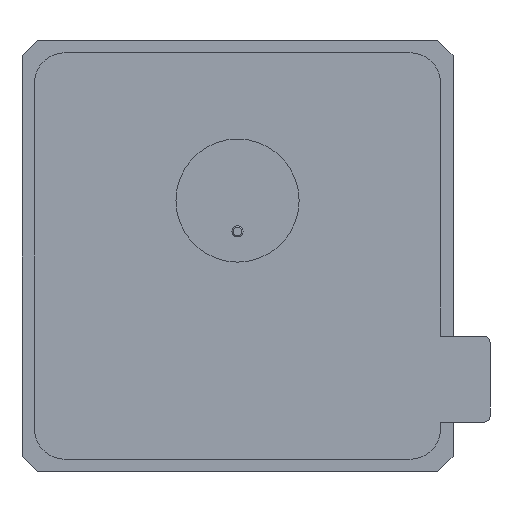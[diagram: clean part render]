
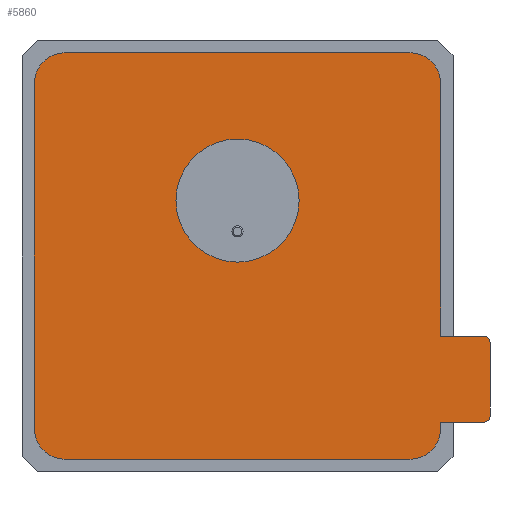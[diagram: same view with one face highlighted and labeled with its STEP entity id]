
A CAD part, front view. The second image highlights one B-rep face of the part: STEP entity #5860.
In plain terms, the highlighted planar face has unit normal (0, -1, 0).
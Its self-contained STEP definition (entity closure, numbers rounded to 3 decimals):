
#20 = ORIENTED_EDGE ( 'NONE', *, *, #17930, .T. ) ;
#258 = CARTESIAN_POINT ( 'NONE',  ( 20., -0.15, -13.5 ) ) ;
#384 = VERTEX_POINT ( 'NONE', #2802 ) ;
#398 = LINE ( 'NONE', #18841, #23924 ) ;
#979 = EDGE_CURVE ( 'NONE', #11505, #8536, #5564, .T. ) ;
#998 = VERTEX_POINT ( 'NONE', #13362 ) ;
#1089 = DIRECTION ( 'NONE',  ( 0., 0., -1. ) ) ;
#1107 = ORIENTED_EDGE ( 'NONE', *, *, #1866, .T. ) ;
#1308 = CARTESIAN_POINT ( 'NONE',  ( -14., -0.15, -16.5 ) ) ;
#1746 = LINE ( 'NONE', #5124, #20981 ) ;
#1866 = EDGE_CURVE ( 'NONE', #23286, #20236, #30487, .T. ) ;
#2174 = CARTESIAN_POINT ( 'NONE',  ( 16.5, -0.15, 14. ) ) ;
#2210 = DIRECTION ( 'NONE',  ( 0., 0., 1. ) ) ;
#2252 = VECTOR ( 'NONE', #4713, 1000. ) ;
#2583 = CARTESIAN_POINT ( 'NONE',  ( 0., -0.15, 4.5 ) ) ;
#2589 = ORIENTED_EDGE ( 'NONE', *, *, #17627, .T. ) ;
#2802 = CARTESIAN_POINT ( 'NONE',  ( 0., -0.15, 9.5 ) ) ;
#3038 = EDGE_CURVE ( 'NONE', #998, #8185, #26623, .T. ) ;
#3347 = DIRECTION ( 'NONE',  ( 0., -1., 0. ) ) ;
#3704 = EDGE_CURVE ( 'NONE', #13331, #27762, #22227, .T. ) ;
#3768 = ORIENTED_EDGE ( 'NONE', *, *, #23981, .T. ) ;
#3780 = DIRECTION ( 'NONE',  ( 0., 0., -1. ) ) ;
#4119 = DIRECTION ( 'NONE',  ( 0., 0., 1. ) ) ;
#4172 = CARTESIAN_POINT ( 'NONE',  ( 14., -0.15, -14. ) ) ;
#4713 = DIRECTION ( 'NONE',  ( 1., 0., 0. ) ) ;
#5124 = CARTESIAN_POINT ( 'NONE',  ( -14., -0.15, 16.5 ) ) ;
#5564 = CIRCLE ( 'NONE', #29219, 0.5 ) ;
#5860 = ADVANCED_FACE ( 'NONE', ( #16579, #23212 ), #8803, .T. ) ;
#5922 = VECTOR ( 'NONE', #14800, 1000. ) ;
#6084 = ORIENTED_EDGE ( 'NONE', *, *, #979, .T. ) ;
#6096 = LINE ( 'NONE', #12518, #19076 ) ;
#6585 = AXIS2_PLACEMENT_3D ( 'NONE', #13318, #3347, #4119 ) ;
#7191 = AXIS2_PLACEMENT_3D ( 'NONE', #21001, #20896, #23287 ) ;
#7386 = EDGE_LOOP ( 'NONE', ( #2589, #12731, #31886, #6084, #31514, #31547, #31793, #11195, #25081, #21601, #3768, #20, #1107, #20408 ) ) ;
#7820 = EDGE_LOOP ( 'NONE', ( #29342, #19286 ) ) ;
#7843 = CARTESIAN_POINT ( 'NONE',  ( 14., -0.15, 16.5 ) ) ;
#7935 = CARTESIAN_POINT ( 'NONE',  ( 20., -0.15, -13. ) ) ;
#8185 = VERTEX_POINT ( 'NONE', #23388 ) ;
#8536 = VERTEX_POINT ( 'NONE', #10227 ) ;
#8803 = PLANE ( 'NONE',  #22540 ) ;
#9969 = EDGE_CURVE ( 'NONE', #384, #27389, #25006, .T. ) ;
#10156 = DIRECTION ( 'NONE',  ( 0., 0., -1. ) ) ;
#10227 = CARTESIAN_POINT ( 'NONE',  ( 20.5, -0.15, -13. ) ) ;
#10317 = DIRECTION ( 'NONE',  ( 0., 0., -1. ) ) ;
#10503 = DIRECTION ( 'NONE',  ( -1., 0., 0. ) ) ;
#10895 = CARTESIAN_POINT ( 'NONE',  ( 16.5, -0.15, -6.5 ) ) ;
#11195 = ORIENTED_EDGE ( 'NONE', *, *, #23901, .T. ) ;
#11505 = VERTEX_POINT ( 'NONE', #258 ) ;
#11626 = CARTESIAN_POINT ( 'NONE',  ( 20.5, -0.15, -7. ) ) ;
#11740 = DIRECTION ( 'NONE',  ( 0., 0., -1. ) ) ;
#11945 = DIRECTION ( 'NONE',  ( 0., -1., 0. ) ) ;
#12254 = EDGE_CURVE ( 'NONE', #8185, #11505, #18779, .T. ) ;
#12278 = AXIS2_PLACEMENT_3D ( 'NONE', #4172, #26351, #19134 ) ;
#12325 = EDGE_CURVE ( 'NONE', #21580, #26780, #26985, .T. ) ;
#12518 = CARTESIAN_POINT ( 'NONE',  ( 20.5, -0.15, -13. ) ) ;
#12731 = ORIENTED_EDGE ( 'NONE', *, *, #3038, .T. ) ;
#13109 = CARTESIAN_POINT ( 'NONE',  ( 20., -0.15, -6.5 ) ) ;
#13252 = CARTESIAN_POINT ( 'NONE',  ( 14., -0.15, 14. ) ) ;
#13263 = AXIS2_PLACEMENT_3D ( 'NONE', #14412, #31992, #29581 ) ;
#13318 = CARTESIAN_POINT ( 'NONE',  ( -14., -0.15, -14. ) ) ;
#13331 = VERTEX_POINT ( 'NONE', #21963 ) ;
#13362 = CARTESIAN_POINT ( 'NONE',  ( 16.5, -0.15, -14. ) ) ;
#13595 = VECTOR ( 'NONE', #28084, 1000. ) ;
#14055 = VECTOR ( 'NONE', #2210, 1000. ) ;
#14412 = CARTESIAN_POINT ( 'NONE',  ( -14., -0.15, 14. ) ) ;
#14540 = VERTEX_POINT ( 'NONE', #11626 ) ;
#14800 = DIRECTION ( 'NONE',  ( 1., 0., 0. ) ) ;
#15173 = VERTEX_POINT ( 'NONE', #20982 ) ;
#15597 = DIRECTION ( 'NONE',  ( 0., -1., 0. ) ) ;
#15933 = CIRCLE ( 'NONE', #28017, 0.5 ) ;
#16579 = FACE_OUTER_BOUND ( 'NONE', #7386, .T. ) ;
#17013 = CIRCLE ( 'NONE', #13263, 2.5 ) ;
#17462 = CARTESIAN_POINT ( 'NONE',  ( 16.5, -0.15, -13.5 ) ) ;
#17627 = EDGE_CURVE ( 'NONE', #15173, #998, #20033, .T. ) ;
#17777 = VERTEX_POINT ( 'NONE', #27539 ) ;
#17930 = EDGE_CURVE ( 'NONE', #17777, #23286, #398, .T. ) ;
#17965 = DIRECTION ( 'NONE',  ( 0., -1., 0. ) ) ;
#18557 = CARTESIAN_POINT ( 'NONE',  ( 20., -0.15, -7. ) ) ;
#18675 = DIRECTION ( 'NONE',  ( 0., -1., 0. ) ) ;
#18779 = LINE ( 'NONE', #17462, #2252 ) ;
#18841 = CARTESIAN_POINT ( 'NONE',  ( -16.5, -0.15, -14. ) ) ;
#19009 = LINE ( 'NONE', #10895, #20558 ) ;
#19076 = VECTOR ( 'NONE', #30430, 1000. ) ;
#19134 = DIRECTION ( 'NONE',  ( 0., 0., -1. ) ) ;
#19157 = VERTEX_POINT ( 'NONE', #29233 ) ;
#19286 = ORIENTED_EDGE ( 'NONE', *, *, #23847, .F. ) ;
#20033 = CIRCLE ( 'NONE', #12278, 2.5 ) ;
#20236 = VERTEX_POINT ( 'NONE', #1308 ) ;
#20408 = ORIENTED_EDGE ( 'NONE', *, *, #24593, .T. ) ;
#20558 = VECTOR ( 'NONE', #25704, 1000. ) ;
#20896 = DIRECTION ( 'NONE',  ( 0., -1., 0. ) ) ;
#20981 = VECTOR ( 'NONE', #10503, 1000. ) ;
#20982 = CARTESIAN_POINT ( 'NONE',  ( 14., -0.15, -16.5 ) ) ;
#21001 = CARTESIAN_POINT ( 'NONE',  ( 0., -0.15, 4.5 ) ) ;
#21580 = VERTEX_POINT ( 'NONE', #2174 ) ;
#21601 = ORIENTED_EDGE ( 'NONE', *, *, #32031, .T. ) ;
#21963 = CARTESIAN_POINT ( 'NONE',  ( 20., -0.15, -6.5 ) ) ;
#22227 = LINE ( 'NONE', #13109, #13595 ) ;
#22540 = AXIS2_PLACEMENT_3D ( 'NONE', #26674, #11945, #11740 ) ;
#22696 = AXIS2_PLACEMENT_3D ( 'NONE', #2583, #17965, #10156 ) ;
#23022 = EDGE_CURVE ( 'NONE', #14540, #13331, #15933, .T. ) ;
#23212 = FACE_BOUND ( 'NONE', #7820, .T. ) ;
#23286 = VERTEX_POINT ( 'NONE', #30298 ) ;
#23287 = DIRECTION ( 'NONE',  ( 0., 0., -1. ) ) ;
#23388 = CARTESIAN_POINT ( 'NONE',  ( 16.5, -0.15, -13.5 ) ) ;
#23847 = EDGE_CURVE ( 'NONE', #27389, #384, #29628, .T. ) ;
#23901 = EDGE_CURVE ( 'NONE', #27762, #21580, #19009, .T. ) ;
#23924 = VECTOR ( 'NONE', #3780, 1000. ) ;
#23981 = EDGE_CURVE ( 'NONE', #19157, #17777, #17013, .T. ) ;
#24000 = LINE ( 'NONE', #32053, #5922 ) ;
#24593 = EDGE_CURVE ( 'NONE', #20236, #15173, #24000, .T. ) ;
#25006 = CIRCLE ( 'NONE', #22696, 5. ) ;
#25081 = ORIENTED_EDGE ( 'NONE', *, *, #12325, .T. ) ;
#25337 = DIRECTION ( 'NONE',  ( 0., -1., 0. ) ) ;
#25704 = DIRECTION ( 'NONE',  ( 0., 0., 1. ) ) ;
#26351 = DIRECTION ( 'NONE',  ( 0., -1., 0. ) ) ;
#26557 = CARTESIAN_POINT ( 'NONE',  ( 0., -0.15, -0.5 ) ) ;
#26623 = LINE ( 'NONE', #29810, #14055 ) ;
#26674 = CARTESIAN_POINT ( 'NONE',  ( 14., -0.15, -14. ) ) ;
#26780 = VERTEX_POINT ( 'NONE', #7843 ) ;
#26985 = CIRCLE ( 'NONE', #29036, 2.5 ) ;
#27389 = VERTEX_POINT ( 'NONE', #26557 ) ;
#27539 = CARTESIAN_POINT ( 'NONE',  ( -16.5, -0.15, 14. ) ) ;
#27762 = VERTEX_POINT ( 'NONE', #28837 ) ;
#28017 = AXIS2_PLACEMENT_3D ( 'NONE', #18557, #18675, #1089 ) ;
#28084 = DIRECTION ( 'NONE',  ( -1., 0., 0. ) ) ;
#28837 = CARTESIAN_POINT ( 'NONE',  ( 16.5, -0.15, -6.5 ) ) ;
#29036 = AXIS2_PLACEMENT_3D ( 'NONE', #13252, #15597, #30876 ) ;
#29219 = AXIS2_PLACEMENT_3D ( 'NONE', #7935, #25337, #10317 ) ;
#29233 = CARTESIAN_POINT ( 'NONE',  ( -14., -0.15, 16.5 ) ) ;
#29342 = ORIENTED_EDGE ( 'NONE', *, *, #9969, .F. ) ;
#29581 = DIRECTION ( 'NONE',  ( 0., 0., 1. ) ) ;
#29628 = CIRCLE ( 'NONE', #7191, 5. ) ;
#29810 = CARTESIAN_POINT ( 'NONE',  ( 16.5, -0.15, -14. ) ) ;
#30298 = CARTESIAN_POINT ( 'NONE',  ( -16.5, -0.15, -14. ) ) ;
#30430 = DIRECTION ( 'NONE',  ( 0., 0., 1. ) ) ;
#30487 = CIRCLE ( 'NONE', #6585, 2.5 ) ;
#30876 = DIRECTION ( 'NONE',  ( 0., 0., 1. ) ) ;
#31514 = ORIENTED_EDGE ( 'NONE', *, *, #31653, .T. ) ;
#31547 = ORIENTED_EDGE ( 'NONE', *, *, #23022, .T. ) ;
#31653 = EDGE_CURVE ( 'NONE', #8536, #14540, #6096, .T. ) ;
#31793 = ORIENTED_EDGE ( 'NONE', *, *, #3704, .T. ) ;
#31886 = ORIENTED_EDGE ( 'NONE', *, *, #12254, .T. ) ;
#31992 = DIRECTION ( 'NONE',  ( 0., -1., 0. ) ) ;
#32031 = EDGE_CURVE ( 'NONE', #26780, #19157, #1746, .T. ) ;
#32053 = CARTESIAN_POINT ( 'NONE',  ( -14., -0.15, -16.5 ) ) ;
